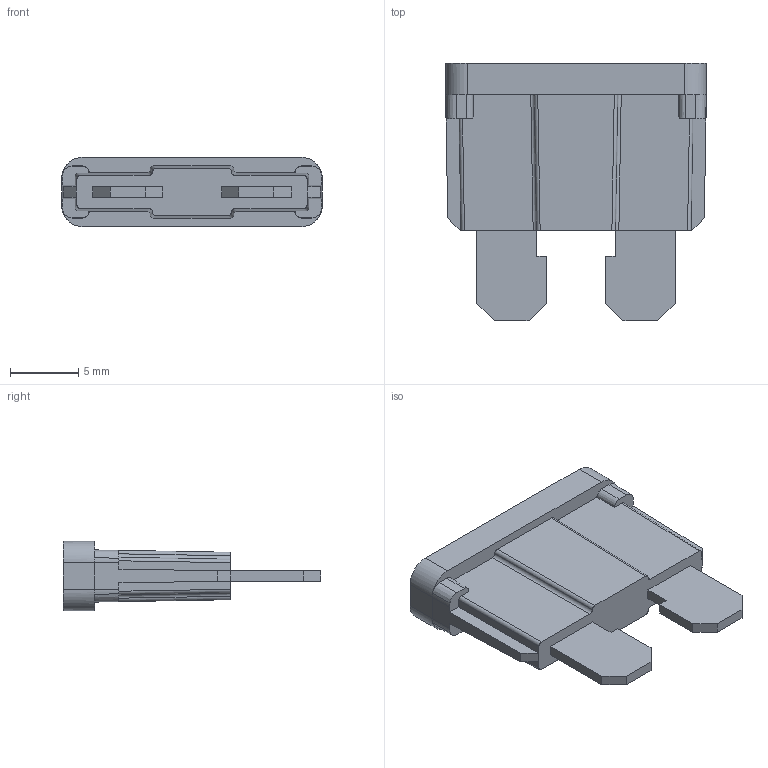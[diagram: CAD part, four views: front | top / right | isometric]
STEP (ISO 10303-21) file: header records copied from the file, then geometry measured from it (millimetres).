
FILE_DESCRIPTION(/* description */ ('STEP AP242','CAx-IF Rec.Pracs.---Representation and Presentation of Product Manufacturing Information (PMI)---4.0---2014-10-13','CAx-IF Rec.Pracs.---3D Tessellated Geometry---0.4---2014-09-14','2;1'),/* implementation_level */ '2;1');
FILE_NAME(/* name */ '669a1fae76a94374dc225523',/* time_stamp */ '2024-07-19T08:11:26Z',/* author */ (''),/* organization */ (''),/* preprocessor_version */ 'ST-DEVELOPER v20',/* originating_system */ ' ',/* authorisation */ ' ');
FILE_SCHEMA (('AP242_MANAGED_MODEL_BASED_3D_ENGINEERING_MIM_LF { 1 0 10303 442 1 1 4 }'));
Length unit declared in the file: metre
Products named in the file (1): Part 1
Bounding box: 19.05 x 18.8 x 5.08 mm (x, y, z)
Volume: 791 mm3; surface area: 862.8 mm2
Topology: 1 solids, 1 shells, 88 faces, 240 edges, 156 vertices
Faces by surface type: plane 60, cylinder 16, cone 12
Entity records: 3278 total; most frequent: CARTESIAN_POINT 485, ORIENTED_EDGE 480, DIRECTION 474, EDGE_CURVE 240, LINE 184, VECTOR 184, VERTEX_POINT 156, AXIS2_PLACEMENT_3D 145
